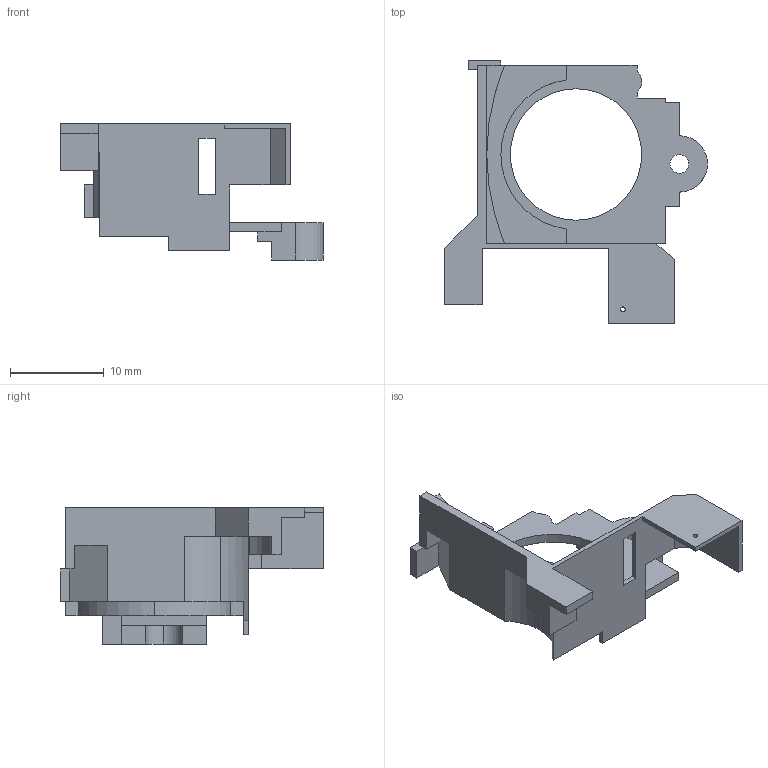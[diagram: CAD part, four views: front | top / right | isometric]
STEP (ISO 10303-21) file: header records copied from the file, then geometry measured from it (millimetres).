
FILE_DESCRIPTION(('produced by SPATIAL CORP'),'2;1');
FILE_NAME( 'zoom_base.prt.hh.sat.stp', '2002-04-19T13:52:33+00:00',('SPATIAL CORP'),('SPATIAL CORP'), 'ACIS STEP Husk','http://www.spatial.com','SPATIAL CORP');
FILE_SCHEMA(('CONFIG_CONTROL_DESIGN'));
Length unit declared in the file: millimetre
Products named in the file (1): PRODUCT_ID_1
Bounding box: 28 x 28 x 14.5 mm (x, y, z)
Volume: 848 mm3; surface area: 1965.2 mm2
Topology: 1 solids, 1 shells, 90 faces, 259 edges, 170 vertices
Faces by surface type: plane 69, cylinder 21
Entity records: 2923 total; most frequent: ORIENTED_EDGE 518, CARTESIAN_POINT 499, DIRECTION 442, EDGE_CURVE 259, VECTOR 216, LINE 216, VERTEX_POINT 170, AXIS2_PLACEMENT_3D 113
